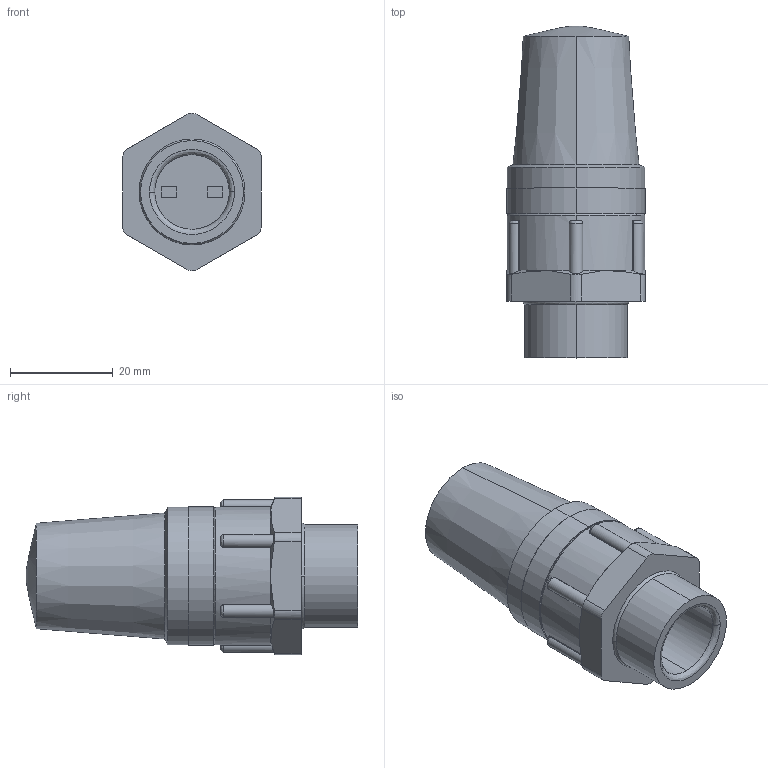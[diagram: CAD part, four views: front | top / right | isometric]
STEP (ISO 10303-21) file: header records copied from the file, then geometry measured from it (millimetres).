
FILE_DESCRIPTION (( 'STEP AP214' ), '1' );
FILE_NAME ('Signal Light nc.STEP', '2021-07-01T11:43:39', ( '' ), ( '' ), 'SwSTEP 2.0', 'SolidWorks 2017', '' );
FILE_SCHEMA (( 'AUTOMOTIVE_DESIGN' ));
Length unit declared in the file: inch
Products named in the file (1): Signal Light nc
Bounding box: 27 x 64.5 x 30.56 mm (x, y, z)
Volume: 24943.7 mm3; surface area: 8565.7 mm2
Topology: 1 solids, 1 shells, 104 faces, 268 edges, 173 vertices
Faces by surface type: cylinder 43, plane 40, bspline 13, cone 8
Entity records: 3929 total; most frequent: CARTESIAN_POINT 1413, ORIENTED_EDGE 536, DIRECTION 483, EDGE_CURVE 268, AXIS2_PLACEMENT_3D 183, VERTEX_POINT 173, VECTOR 117, LINE 117
